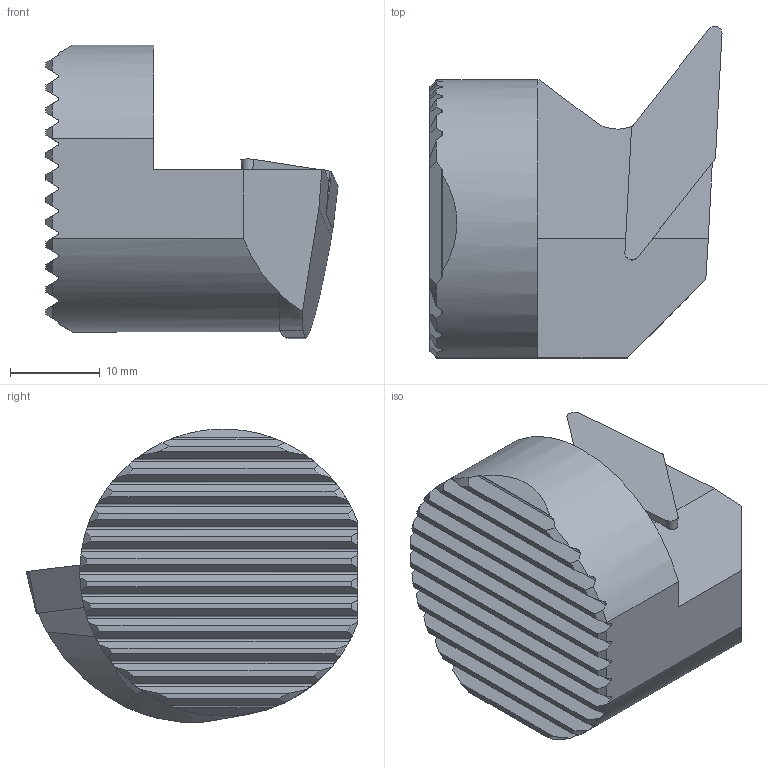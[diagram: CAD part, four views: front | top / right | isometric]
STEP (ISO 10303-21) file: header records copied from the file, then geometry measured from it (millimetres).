
FILE_DESCRIPTION(/* description */ (''),/* implementation_level */ '2;1');
FILE_NAME(/* name */ 'W9990172_STP.stp',/* time_stamp */ '2012-03-29T07:58:23+02:00',/* author */ (''),/* organization */ (''),/* preprocessor_version */ 'ST-DEVELOPER v11',/* originating_system */ 'SIEMENS PLM Software NX 7.5',/* authorisation */ '');
FILE_SCHEMA (('AUTOMOTIVE_DESIGN { 1 0 10303 214 1 1 1 1 }'));
Length unit declared in the file: millimetre
Products named in the file (1): webe51E2ms9g
Bounding box: 32.55 x 37 x 32.76 mm (x, y, z)
Volume: 16475.7 mm3; surface area: 4815 mm2
Topology: 1 solids, 1 shells, 110 faces, 322 edges, 214 vertices
Faces by surface type: plane 64, cone 24, cylinder 22
Entity records: 4167 total; most frequent: CARTESIAN_POINT 1365, ORIENTED_EDGE 644, DIRECTION 509, EDGE_CURVE 322, VERTEX_POINT 214, AXIS2_PLACEMENT_3D 186, LINE 137, VECTOR 137
